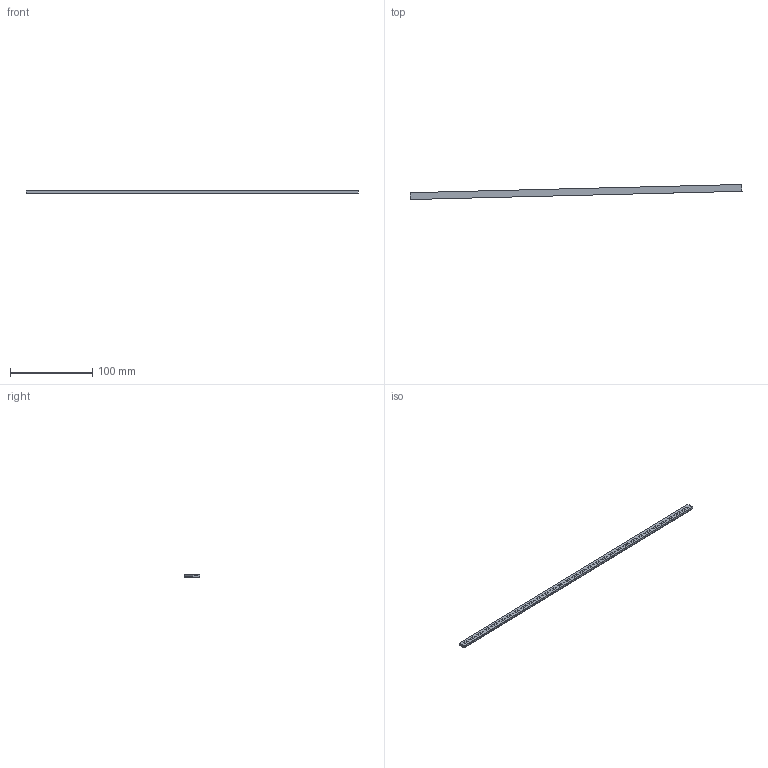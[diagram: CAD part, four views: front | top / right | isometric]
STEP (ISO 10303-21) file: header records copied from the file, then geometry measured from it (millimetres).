
FILE_DESCRIPTION(/* description */ ('Unknown'),/* implementation_level */ '2;1');
FILE_NAME(/* name */ '3851190_maxSized',/* time_stamp */ '2019-12-09T17:36:15+08:00',/* author */ ('Unknown'),/* organization */ ('Unknown'),/* preprocessor_version */ 'ST-DEVELOPER v16.7',/* originating_system */ 'DEX',/* authorisation */ $);
FILE_SCHEMA (('AUTOMOTIVE_DESIGN {1 0 10303 214 3 1 1}'));
Length unit declared in the file: millimetre
Products named in the file (3): 3851190_maxSized; maxSized; 3851190_403,29mm
Assembly tree (2 placements, depth 2):
  3851190_maxSized
    maxSized
    3851190_403,29mm
Bounding box: 404.17 x 18.33 x 2.9 mm (x, y, z)
Volume: 10099.8 mm3; surface area: 17802.4 mm2
Topology: 2 solids, 2 shells, 1704 faces, 5436 edges, 3568 vertices
Faces by surface type: plane 1194, cylinder 510
Entity records: 59930 total; most frequent: ORIENTED_EDGE 10872, CARTESIAN_POINT 10711, DIRECTION 9870, EDGE_CURVE 5436, LINE 4416, VECTOR 4416, VERTEX_POINT 3568, AXIS2_PLACEMENT_3D 2727
